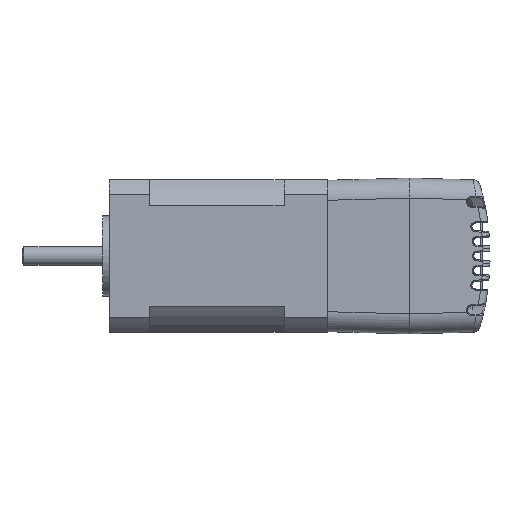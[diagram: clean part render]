
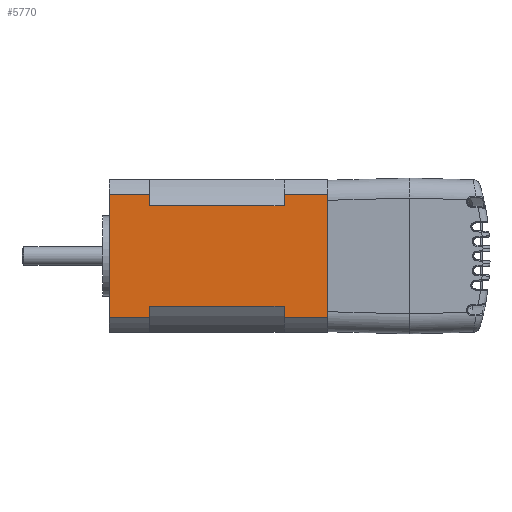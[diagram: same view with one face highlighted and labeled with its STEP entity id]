
A CAD part, front view. The second image highlights one B-rep face of the part: STEP entity #5770.
In plain terms, the highlighted planar face has unit normal (0, -1, 0).
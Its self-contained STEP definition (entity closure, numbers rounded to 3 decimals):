
#337 = EDGE_CURVE ( 'NONE', #33230, #103708, #62184, .T. ) ;
#1730 = ORIENTED_EDGE ( 'NONE', *, *, #31783, .F. ) ;
#2654 = PLANE ( 'NONE',  #91143 ) ;
#3916 = EDGE_CURVE ( 'NONE', #20404, #92570, #85081, .T. ) ;
#3950 = DIRECTION ( 'NONE',  ( 0., 0., -1. ) ) ;
#5576 = DIRECTION ( 'NONE',  ( 0., 0., 1. ) ) ;
#5770 = ADVANCED_FACE ( 'NONE', ( #87284 ), #2654, .F. ) ;
#6108 = EDGE_CURVE ( 'NONE', #46560, #108510, #88605, .T. ) ;
#6291 = ORIENTED_EDGE ( 'NONE', *, *, #77575, .F. ) ;
#6578 = CARTESIAN_POINT ( 'NONE',  ( 4.029, 0., 60. ) ) ;
#9528 = CARTESIAN_POINT ( 'NONE',  ( 4.029, 0., 60. ) ) ;
#10268 = ORIENTED_EDGE ( 'NONE', *, *, #87555, .T. ) ;
#10416 = ORIENTED_EDGE ( 'NONE', *, *, #85357, .T. ) ;
#11502 = DIRECTION ( 'NONE',  ( 0., 1., 0. ) ) ;
#12259 = ORIENTED_EDGE ( 'NONE', *, *, #108351, .T. ) ;
#13023 = CARTESIAN_POINT ( 'NONE',  ( 37.971, 0., 60. ) ) ;
#15081 = EDGE_CURVE ( 'NONE', #113699, #110797, #76794, .T. ) ;
#15220 = DIRECTION ( 'NONE',  ( 1., 0., 0. ) ) ;
#17088 = CARTESIAN_POINT ( 'NONE',  ( 37.971, 0., 60. ) ) ;
#17282 = CARTESIAN_POINT ( 'NONE',  ( 7.234, 0., 12. ) ) ;
#17841 = CARTESIAN_POINT ( 'NONE',  ( 34.766, 0., 49. ) ) ;
#19812 = CARTESIAN_POINT ( 'NONE',  ( 4.029, 0., 12. ) ) ;
#20346 = VERTEX_POINT ( 'NONE', #38764 ) ;
#20384 = CARTESIAN_POINT ( 'NONE',  ( 37.971, 0., 60. ) ) ;
#20404 = VERTEX_POINT ( 'NONE', #48062 ) ;
#20799 = VECTOR ( 'NONE', #62434, 1000. ) ;
#25258 = ORIENTED_EDGE ( 'NONE', *, *, #65894, .F. ) ;
#25424 = VECTOR ( 'NONE', #5576, 1000. ) ;
#27640 = VECTOR ( 'NONE', #42363, 1000. ) ;
#29865 = VECTOR ( 'NONE', #32293, 1000. ) ;
#30434 = LINE ( 'NONE', #112941, #27640 ) ;
#31783 = EDGE_CURVE ( 'NONE', #103708, #20346, #72441, .T. ) ;
#32293 = DIRECTION ( 'NONE',  ( 1., 0., 0. ) ) ;
#33230 = VERTEX_POINT ( 'NONE', #19812 ) ;
#33895 = CARTESIAN_POINT ( 'NONE',  ( 4.029, 0., 0. ) ) ;
#35075 = VECTOR ( 'NONE', #79846, 1000. ) ;
#36371 = ORIENTED_EDGE ( 'NONE', *, *, #70895, .F. ) ;
#38235 = VECTOR ( 'NONE', #74807, 1000. ) ;
#38764 = CARTESIAN_POINT ( 'NONE',  ( 7.234, 0., 49. ) ) ;
#38972 = VECTOR ( 'NONE', #43364, 1000. ) ;
#40246 = CARTESIAN_POINT ( 'NONE',  ( 34.766, 0., 12. ) ) ;
#40817 = CARTESIAN_POINT ( 'NONE',  ( 4.029, 0., 49. ) ) ;
#41529 = VECTOR ( 'NONE', #107572, 1000. ) ;
#42363 = DIRECTION ( 'NONE',  ( 1., 0., 0. ) ) ;
#43364 = DIRECTION ( 'NONE',  ( 0., 0., -1. ) ) ;
#43460 = DIRECTION ( 'NONE',  ( 1., 0., 0. ) ) ;
#44310 = EDGE_LOOP ( 'NONE', ( #69075, #10268, #10416, #51508, #25258, #6291, #61453, #36371, #112752, #108506, #12259, #1730 ) ) ;
#46560 = VERTEX_POINT ( 'NONE', #6578 ) ;
#48062 = CARTESIAN_POINT ( 'NONE',  ( 37.971, 0., 12. ) ) ;
#51508 = ORIENTED_EDGE ( 'NONE', *, *, #3916, .F. ) ;
#54954 = CARTESIAN_POINT ( 'NONE',  ( 4.029, 0., 49. ) ) ;
#55542 = CARTESIAN_POINT ( 'NONE',  ( 4.029, 0., 60. ) ) ;
#57197 = VERTEX_POINT ( 'NONE', #33895 ) ;
#58557 = EDGE_CURVE ( 'NONE', #46560, #67016, #88322, .T. ) ;
#61453 = ORIENTED_EDGE ( 'NONE', *, *, #15081, .T. ) ;
#62184 = LINE ( 'NONE', #68181, #64976 ) ;
#62266 = LINE ( 'NONE', #64061, #41529 ) ;
#62434 = DIRECTION ( 'NONE',  ( 0., 0., -1. ) ) ;
#62454 = LINE ( 'NONE', #17088, #38972 ) ;
#64061 = CARTESIAN_POINT ( 'NONE',  ( 4.029, 0., 49. ) ) ;
#64976 = VECTOR ( 'NONE', #15220, 1000. ) ;
#65894 = EDGE_CURVE ( 'NONE', #98623, #20404, #81986, .T. ) ;
#67016 = VERTEX_POINT ( 'NONE', #54954 ) ;
#67412 = VECTOR ( 'NONE', #91460, 1000. ) ;
#68181 = CARTESIAN_POINT ( 'NONE',  ( 4.029, 0., 12. ) ) ;
#69075 = ORIENTED_EDGE ( 'NONE', *, *, #337, .F. ) ;
#70895 = EDGE_CURVE ( 'NONE', #108510, #110797, #62454, .T. ) ;
#72441 = LINE ( 'NONE', #84608, #25424 ) ;
#73288 = DIRECTION ( 'NONE',  ( -1., 0., 0. ) ) ;
#73702 = CARTESIAN_POINT ( 'NONE',  ( 34.766, 0., 12. ) ) ;
#74807 = DIRECTION ( 'NONE',  ( 0., 0., -1. ) ) ;
#74990 = CARTESIAN_POINT ( 'NONE',  ( 37.971, 0., 0. ) ) ;
#76794 = LINE ( 'NONE', #40817, #29865 ) ;
#77575 = EDGE_CURVE ( 'NONE', #113699, #98623, #111505, .T. ) ;
#79846 = DIRECTION ( 'NONE',  ( 1., 0., 0. ) ) ;
#81986 = LINE ( 'NONE', #106073, #35075 ) ;
#82970 = CARTESIAN_POINT ( 'NONE',  ( 4.029, 0., 60. ) ) ;
#84608 = CARTESIAN_POINT ( 'NONE',  ( 7.234, 0., 12. ) ) ;
#85078 = CARTESIAN_POINT ( 'NONE',  ( 37.971, 0., 49. ) ) ;
#85081 = LINE ( 'NONE', #13023, #38235 ) ;
#85357 = EDGE_CURVE ( 'NONE', #57197, #92570, #30434, .T. ) ;
#87284 = FACE_OUTER_BOUND ( 'NONE', #44310, .T. ) ;
#87555 = EDGE_CURVE ( 'NONE', #33230, #57197, #89449, .T. ) ;
#88322 = LINE ( 'NONE', #9528, #20799 ) ;
#88605 = LINE ( 'NONE', #96235, #109423 ) ;
#89449 = LINE ( 'NONE', #82970, #107463 ) ;
#91143 = AXIS2_PLACEMENT_3D ( 'NONE', #55542, #11502, #73288 ) ;
#91460 = DIRECTION ( 'NONE',  ( 0., 0., -1. ) ) ;
#92570 = VERTEX_POINT ( 'NONE', #74990 ) ;
#96235 = CARTESIAN_POINT ( 'NONE',  ( 4.029, 0., 60. ) ) ;
#98623 = VERTEX_POINT ( 'NONE', #73702 ) ;
#103708 = VERTEX_POINT ( 'NONE', #17282 ) ;
#106073 = CARTESIAN_POINT ( 'NONE',  ( 4.029, 0., 12. ) ) ;
#107463 = VECTOR ( 'NONE', #3950, 1000. ) ;
#107572 = DIRECTION ( 'NONE',  ( 1., 0., 0. ) ) ;
#108351 = EDGE_CURVE ( 'NONE', #67016, #20346, #62266, .T. ) ;
#108506 = ORIENTED_EDGE ( 'NONE', *, *, #58557, .T. ) ;
#108510 = VERTEX_POINT ( 'NONE', #20384 ) ;
#109423 = VECTOR ( 'NONE', #43460, 1000. ) ;
#110797 = VERTEX_POINT ( 'NONE', #85078 ) ;
#111505 = LINE ( 'NONE', #40246, #67412 ) ;
#112752 = ORIENTED_EDGE ( 'NONE', *, *, #6108, .F. ) ;
#112941 = CARTESIAN_POINT ( 'NONE',  ( 4.029, 0., 0. ) ) ;
#113699 = VERTEX_POINT ( 'NONE', #17841 ) ;
